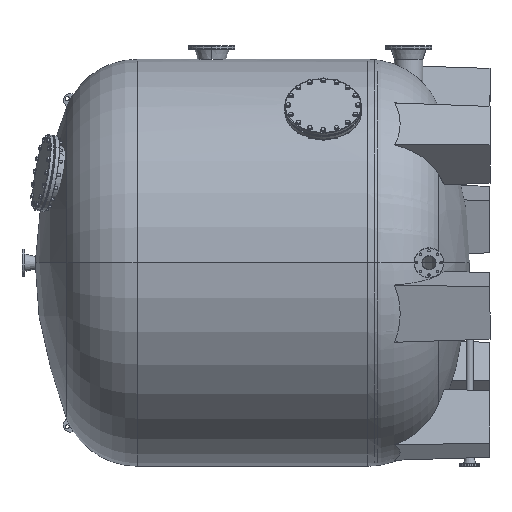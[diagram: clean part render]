
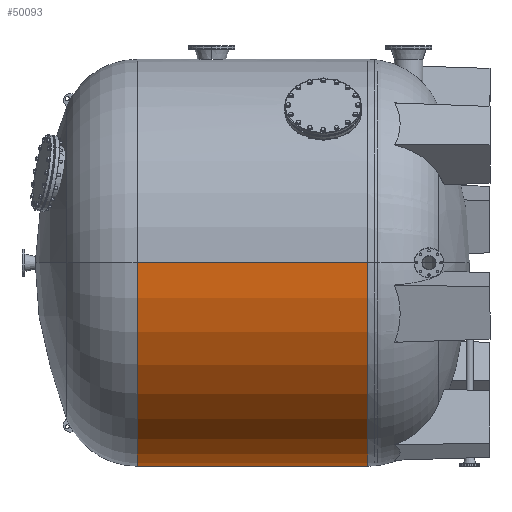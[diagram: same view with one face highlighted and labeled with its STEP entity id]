
A CAD part, left-side view. The second image highlights one B-rep face of the part: STEP entity #50093.
In plain terms, the highlighted cylindrical face has radius 1500 mm (diameter 3000 mm), a partial arc.
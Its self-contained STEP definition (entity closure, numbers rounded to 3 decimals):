
#2812 = CIRCLE ( 'NONE', #4947, 1500. ) ;
#3149 = CARTESIAN_POINT ( 'NONE',  ( -96.222, 1031.954, 29.066 ) ) ;
#3460 = VERTEX_POINT ( 'NONE', #14902 ) ;
#3489 = EDGE_LOOP ( 'NONE', ( #29319, #25500, #48404, #25407 ) ) ;
#4947 = AXIS2_PLACEMENT_3D ( 'NONE', #32939, #43883, #57874 ) ;
#5881 = DIRECTION ( 'NONE',  ( 0., 1., 0. ) ) ;
#13165 = CARTESIAN_POINT ( 'NONE',  ( -1596.222, 1031.954, 29.066 ) ) ;
#14902 = CARTESIAN_POINT ( 'NONE',  ( -1596.222, -668.046, 29.066 ) ) ;
#16592 = EDGE_CURVE ( 'NONE', #35275, #47204, #29112, .T. ) ;
#17869 = DIRECTION ( 'NONE',  ( -1., 0., 0. ) ) ;
#17995 = DIRECTION ( 'NONE',  ( 0., 1., 0. ) ) ;
#19691 = CARTESIAN_POINT ( 'NONE',  ( 1403.778, -668.046, 29.066 ) ) ;
#19779 = LINE ( 'NONE', #44917, #42135 ) ;
#21158 = EDGE_CURVE ( 'NONE', #3460, #47204, #47957, .T. ) ;
#23460 = DIRECTION ( 'NONE',  ( -1., 0., 0. ) ) ;
#25407 = ORIENTED_EDGE ( 'NONE', *, *, #16592, .F. ) ;
#25500 = ORIENTED_EDGE ( 'NONE', *, *, #31874, .T. ) ;
#29112 = CIRCLE ( 'NONE', #34314, 1500. ) ;
#29319 = ORIENTED_EDGE ( 'NONE', *, *, #52090, .F. ) ;
#31874 = EDGE_CURVE ( 'NONE', #40352, #3460, #2812, .T. ) ;
#32939 = CARTESIAN_POINT ( 'NONE',  ( -96.222, -668.046, 29.066 ) ) ;
#33295 = FACE_OUTER_BOUND ( 'NONE', #3489, .T. ) ;
#33607 = DIRECTION ( 'NONE',  ( 0., 1., 0. ) ) ;
#34314 = AXIS2_PLACEMENT_3D ( 'NONE', #3149, #62615, #23460 ) ;
#35275 = VERTEX_POINT ( 'NONE', #57113 ) ;
#38151 = CYLINDRICAL_SURFACE ( 'NONE', #58377, 1500. ) ;
#40352 = VERTEX_POINT ( 'NONE', #19691 ) ;
#42135 = VECTOR ( 'NONE', #5881, 1000. ) ;
#43883 = DIRECTION ( 'NONE',  ( 0., 1., 0. ) ) ;
#44917 = CARTESIAN_POINT ( 'NONE',  ( 1403.778, 1781.954, 29.066 ) ) ;
#47204 = VERTEX_POINT ( 'NONE', #13165 ) ;
#47957 = LINE ( 'NONE', #63195, #55336 ) ;
#48404 = ORIENTED_EDGE ( 'NONE', *, *, #21158, .T. ) ;
#50093 = ADVANCED_FACE ( 'NONE', ( #33295 ), #38151, .T. ) ;
#52090 = EDGE_CURVE ( 'NONE', #40352, #35275, #19779, .T. ) ;
#55336 = VECTOR ( 'NONE', #17995, 1000. ) ;
#57113 = CARTESIAN_POINT ( 'NONE',  ( 1403.778, 1031.954, 29.066 ) ) ;
#57874 = DIRECTION ( 'NONE',  ( -1., 0., 0. ) ) ;
#58377 = AXIS2_PLACEMENT_3D ( 'NONE', #63371, #33607, #17869 ) ;
#62615 = DIRECTION ( 'NONE',  ( 0., 1., 0. ) ) ;
#63195 = CARTESIAN_POINT ( 'NONE',  ( -1596.222, 1781.954, 29.066 ) ) ;
#63371 = CARTESIAN_POINT ( 'NONE',  ( -96.222, 1781.954, 29.066 ) ) ;
